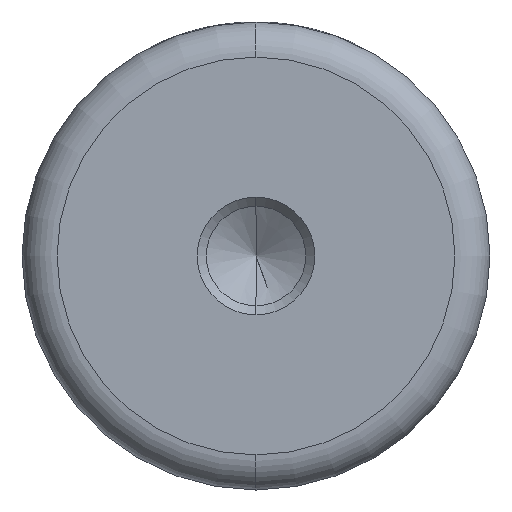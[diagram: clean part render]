
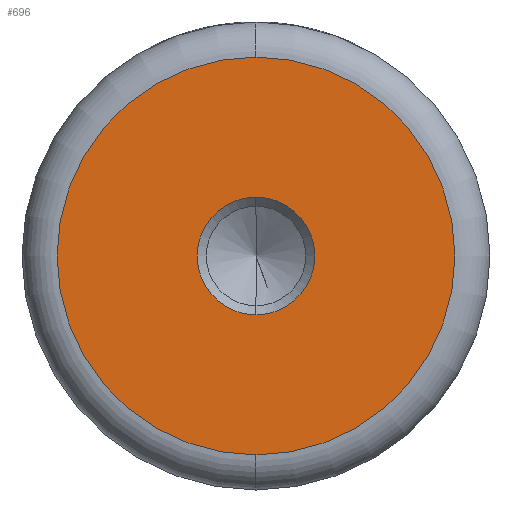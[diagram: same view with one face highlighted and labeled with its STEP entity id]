
A CAD part, left-side view. The second image highlights one B-rep face of the part: STEP entity #696.
In plain terms, the highlighted planar face has unit normal (-1, 0, 0).
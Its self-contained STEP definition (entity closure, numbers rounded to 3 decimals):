
#18 = DIRECTION ( 'NONE',  ( 0., 0., 1. ) ) ;
#80 = DIRECTION ( 'NONE',  ( 0., 0., 1. ) ) ;
#88 = EDGE_CURVE ( 'NONE', #825, #865, #284, .T. ) ;
#91 = DIRECTION ( 'NONE',  ( -1., 0., 0. ) ) ;
#100 = VERTEX_POINT ( 'NONE', #895 ) ;
#119 = VERTEX_POINT ( 'NONE', #1331 ) ;
#150 = CARTESIAN_POINT ( 'NONE',  ( 0., 0., 0. ) ) ;
#275 = DIRECTION ( 'NONE',  ( 0., 0., 1. ) ) ;
#284 = CIRCLE ( 'NONE', #924, 5.025 ) ;
#309 = ORIENTED_EDGE ( 'NONE', *, *, #737, .F. ) ;
#323 = AXIS2_PLACEMENT_3D ( 'NONE', #443, #779, #80 ) ;
#324 = EDGE_LOOP ( 'NONE', ( #1062, #434 ) ) ;
#331 = ORIENTED_EDGE ( 'NONE', *, *, #88, .F. ) ;
#341 = EDGE_CURVE ( 'NONE', #119, #100, #772, .T. ) ;
#373 = AXIS2_PLACEMENT_3D ( 'NONE', #1364, #716, #18 ) ;
#391 = CARTESIAN_POINT ( 'NONE',  ( 0., 0., -5.025 ) ) ;
#434 = ORIENTED_EDGE ( 'NONE', *, *, #341, .T. ) ;
#439 = CIRCLE ( 'NONE', #1057, 17. ) ;
#443 = CARTESIAN_POINT ( 'NONE',  ( 0., 0., 0. ) ) ;
#481 = CIRCLE ( 'NONE', #1373, 5.025 ) ;
#511 = FACE_OUTER_BOUND ( 'NONE', #324, .T. ) ;
#676 = CARTESIAN_POINT ( 'NONE',  ( 0., 0., 0. ) ) ;
#696 = ADVANCED_FACE ( 'NONE', ( #781, #511 ), #1426, .T. ) ;
#716 = DIRECTION ( 'NONE',  ( -1., 0., 0. ) ) ;
#737 = EDGE_CURVE ( 'NONE', #865, #825, #481, .T. ) ;
#772 = CIRCLE ( 'NONE', #373, 17. ) ;
#779 = DIRECTION ( 'NONE',  ( -1., 0., 0. ) ) ;
#781 = FACE_BOUND ( 'NONE', #1185, .T. ) ;
#787 = CARTESIAN_POINT ( 'NONE',  ( 0., 0., 0. ) ) ;
#788 = DIRECTION ( 'NONE',  ( 0., 0., 1. ) ) ;
#825 = VERTEX_POINT ( 'NONE', #391 ) ;
#843 = EDGE_CURVE ( 'NONE', #100, #119, #439, .T. ) ;
#865 = VERTEX_POINT ( 'NONE', #1272 ) ;
#895 = CARTESIAN_POINT ( 'NONE',  ( 0., 0., 17. ) ) ;
#897 = DIRECTION ( 'NONE',  ( 0., 0., 1. ) ) ;
#924 = AXIS2_PLACEMENT_3D ( 'NONE', #676, #1434, #788 ) ;
#950 = DIRECTION ( 'NONE',  ( -1., 0., 0. ) ) ;
#1057 = AXIS2_PLACEMENT_3D ( 'NONE', #150, #950, #275 ) ;
#1062 = ORIENTED_EDGE ( 'NONE', *, *, #843, .T. ) ;
#1185 = EDGE_LOOP ( 'NONE', ( #309, #331 ) ) ;
#1272 = CARTESIAN_POINT ( 'NONE',  ( 0., 0., 5.025 ) ) ;
#1331 = CARTESIAN_POINT ( 'NONE',  ( 0., 0., -17. ) ) ;
#1364 = CARTESIAN_POINT ( 'NONE',  ( 0., 0., 0. ) ) ;
#1373 = AXIS2_PLACEMENT_3D ( 'NONE', #787, #91, #897 ) ;
#1426 = PLANE ( 'NONE',  #323 ) ;
#1434 = DIRECTION ( 'NONE',  ( -1., 0., 0. ) ) ;
